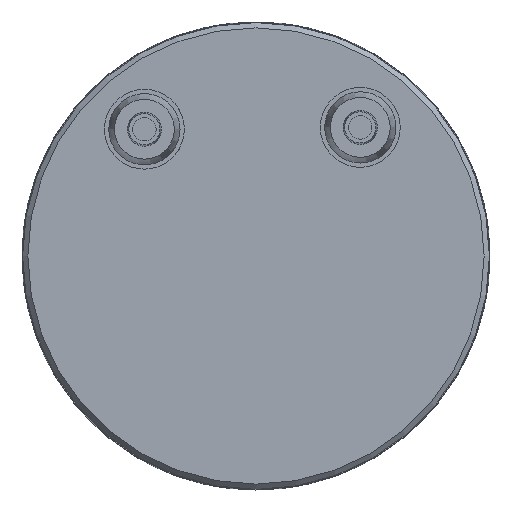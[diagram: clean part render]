
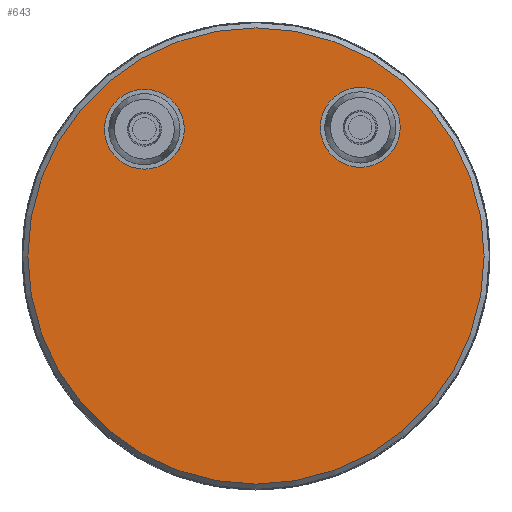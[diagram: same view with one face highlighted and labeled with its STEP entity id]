
A CAD part, left-side view. The second image highlights one B-rep face of the part: STEP entity #643.
In plain terms, the highlighted planar face has unit normal (-1, 0, 0).
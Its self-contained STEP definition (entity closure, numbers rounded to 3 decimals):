
#61=FACE_BOUND('',#181,.T.);
#62=FACE_BOUND('',#182,.T.);
#81=CIRCLE('',#710,39.);
#82=CIRCLE('',#711,5.846);
#83=CIRCLE('',#712,5.846);
#130=FACE_OUTER_BOUND('',#180,.T.);
#180=EDGE_LOOP('',(#492));
#181=EDGE_LOOP('',(#493));
#182=EDGE_LOOP('',(#494));
#325=VERTEX_POINT('',#1056);
#326=VERTEX_POINT('',#1058);
#327=VERTEX_POINT('',#1060);
#387=EDGE_CURVE('',#325,#325,#81,.T.);
#388=EDGE_CURVE('',#326,#326,#82,.T.);
#389=EDGE_CURVE('',#327,#327,#83,.T.);
#492=ORIENTED_EDGE('',*,*,#387,.F.);
#493=ORIENTED_EDGE('',*,*,#388,.F.);
#494=ORIENTED_EDGE('',*,*,#389,.F.);
#615=PLANE('',#709);
#643=ADVANCED_FACE('',(#130,#61,#62),#615,.F.);
#709=AXIS2_PLACEMENT_3D('',#1055,#837,#838);
#710=AXIS2_PLACEMENT_3D('',#1057,#839,#840);
#711=AXIS2_PLACEMENT_3D('',#1059,#841,#842);
#712=AXIS2_PLACEMENT_3D('',#1061,#843,#844);
#837=DIRECTION('center_axis',(1.,0.,0.));
#838=DIRECTION('ref_axis',(0.,0.,1.));
#839=DIRECTION('center_axis',(1.,0.,0.));
#840=DIRECTION('ref_axis',(0.,0.,-1.));
#841=DIRECTION('center_axis',(-1.,0.,0.));
#842=DIRECTION('ref_axis',(0.,-1.,0.));
#843=DIRECTION('center_axis',(-1.,0.,0.));
#844=DIRECTION('ref_axis',(0.,-1.,0.));
#1055=CARTESIAN_POINT('Origin',(684.996,73.96,-1.91));
#1056=CARTESIAN_POINT('',(684.996,73.96,37.09));
#1057=CARTESIAN_POINT('Origin',(684.996,73.96,-1.91));
#1058=CARTESIAN_POINT('',(684.996,61.971,20.074));
#1059=CARTESIAN_POINT('Origin',(684.996,56.125,20.074));
#1060=CARTESIAN_POINT('',(684.996,98.876,19.763));
#1061=CARTESIAN_POINT('Origin',(684.996,93.03,19.763));
